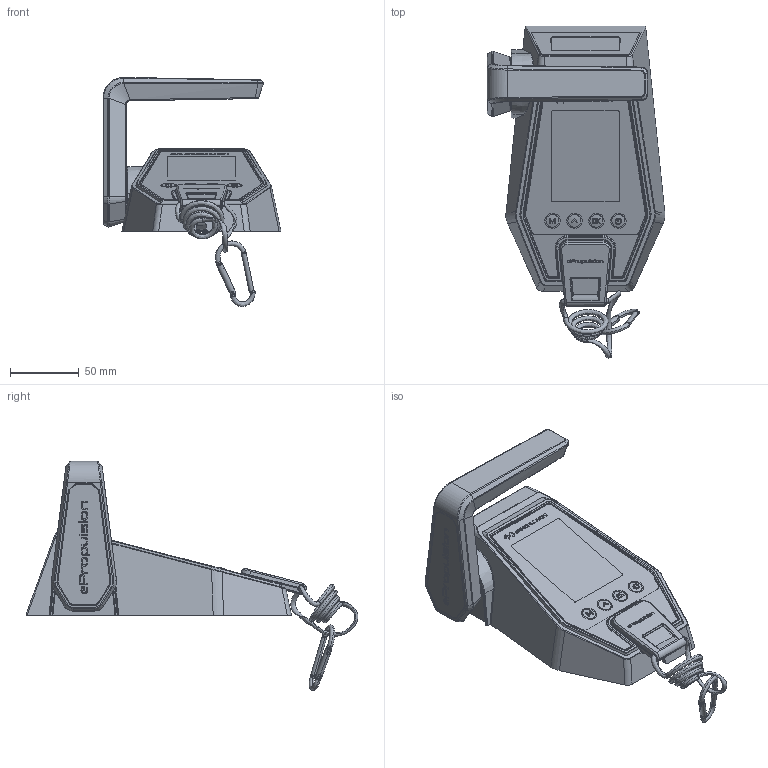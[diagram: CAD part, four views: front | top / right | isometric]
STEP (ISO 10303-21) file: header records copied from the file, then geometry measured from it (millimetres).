
FILE_DESCRIPTION (( 'STEP AP203' ), '1' );
FILE_NAME ('堈紱碟-俋倛芞2020.STEP', '2020-11-06T09:25:39', ( '' ), ( '' ), 'SwSTEP 2.0', 'SolidWorks 2016', '' );
FILE_SCHEMA (( 'CONFIG_CONTROL_DESIGN' ));
Length unit declared in the file: millimetre
Products named in the file (1): 堈紱碟-俋倛芞2020
Bounding box: 129.57 x 241.69 x 166.8 mm (x, y, z)
Surface area: 127627.6 mm2 (no closed solid volume)
Topology: 0 solids, 37 shells, 1052 faces, 4058 edges, 2951 vertices
Faces by surface type: plane 359, bspline 357, cylinder 228, cone 59, torus 47, sphere 2
Entity records: 63333 total; most frequent: CARTESIAN_POINT 34721, ORIENTED_EDGE 6175, DIRECTION 4329, EDGE_CURVE 4026, VERTEX_POINT 2951, LINE 1703, VECTOR 1703, B_SPLINE_CURVE_WITH_KNOTS 1387
